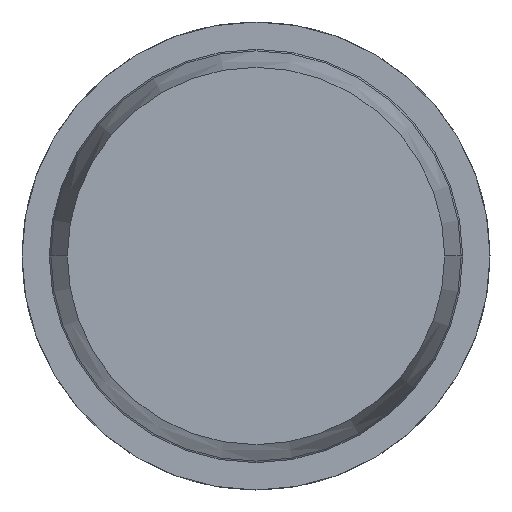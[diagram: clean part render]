
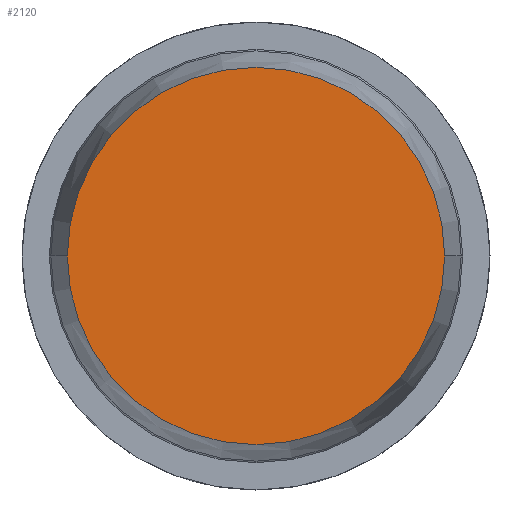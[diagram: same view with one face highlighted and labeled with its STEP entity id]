
A CAD part, front view. The second image highlights one B-rep face of the part: STEP entity #2120.
In plain terms, the highlighted planar face has unit normal (0, -1, 0).
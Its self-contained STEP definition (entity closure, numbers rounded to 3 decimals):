
#111 = EDGE_CURVE ( 'Defeature ausgef�hrt1_71+Defeature ausgef�hrt1_81+Defeature ausgef�hrt1_81+Defeature ausgef�hrt1_81', #1247, #1231, #4037, .T. ) ;
#142 = DIRECTION ( 'NONE',  ( 1., 0., 0. ) ) ;
#318 = ORIENTED_EDGE ( 'NONE', *, *, #2362, .T. ) ;
#771 = CARTESIAN_POINT ( 'NONE',  ( 1.209, -19., 0. ) ) ;
#1006 = ORIENTED_EDGE ( 'NONE', *, *, #111, .T. ) ;
#1028 = DIRECTION ( 'NONE',  ( 1., 0., 0. ) ) ;
#1080 = DIRECTION ( 'NONE',  ( 0., -1., 0. ) ) ;
#1092 = DIRECTION ( 'NONE',  ( 0., -1., 0. ) ) ;
#1231 = VERTEX_POINT ( 'NONE', #771 ) ;
#1247 = VERTEX_POINT ( 'NONE', #4066 ) ;
#1409 = EDGE_LOOP ( 'NONE', ( #1006, #318 ) ) ;
#1443 = CARTESIAN_POINT ( 'NONE',  ( 0., -19., 0. ) ) ;
#1681 = AXIS2_PLACEMENT_3D ( 'NONE', #3318, #1092, #2608 ) ;
#1902 = DIRECTION ( 'NONE',  ( 0., -1., 0. ) ) ;
#2005 = PLANE ( 'NONE',  #2554 ) ;
#2120 = ADVANCED_FACE ( 'Defeature ausgef�hrt1_71', ( #4516 ), #2005, .T. ) ;
#2362 = EDGE_CURVE ( 'Defeature ausgef�hrt1_71+Defeature ausgef�hrt1_81+Defeature ausgef�hrt1_81+Defeature ausgef�hrt1_81', #1231, #1247, #4208, .T. ) ;
#2554 = AXIS2_PLACEMENT_3D ( 'NONE', #3508, #1902, #142 ) ;
#2608 = DIRECTION ( 'NONE',  ( 1., 0., 0. ) ) ;
#3318 = CARTESIAN_POINT ( 'NONE',  ( 0., -19., 0. ) ) ;
#3508 = CARTESIAN_POINT ( 'NONE',  ( 0., -19., 0. ) ) ;
#3570 = AXIS2_PLACEMENT_3D ( 'NONE', #1443, #1080, #1028 ) ;
#4037 = CIRCLE ( 'NONE', #1681, 1.209 ) ;
#4066 = CARTESIAN_POINT ( 'NONE',  ( -1.209, -19., 0. ) ) ;
#4208 = CIRCLE ( 'NONE', #3570, 1.209 ) ;
#4516 = FACE_OUTER_BOUND ( 'NONE', #1409, .T. ) ;
